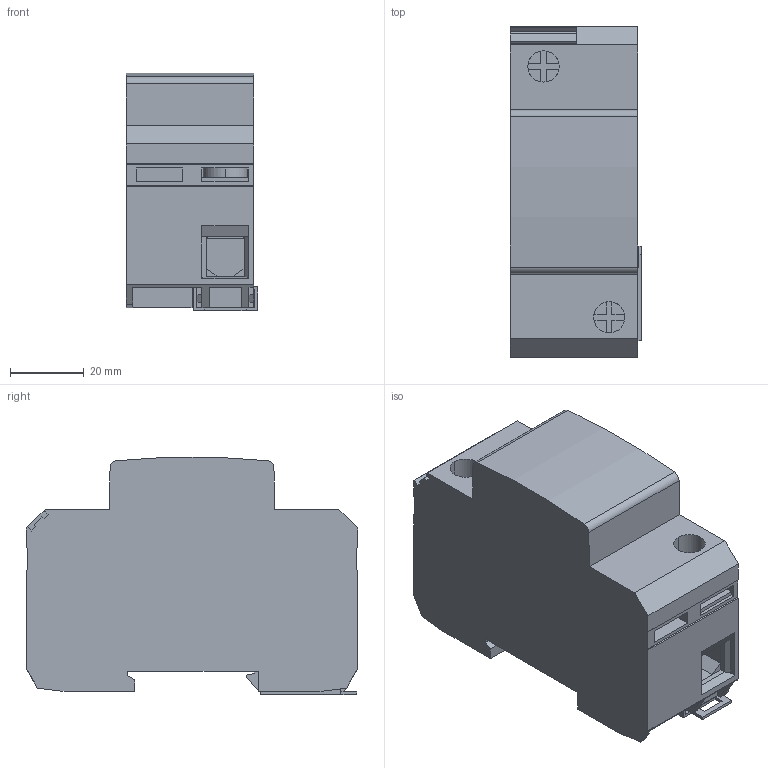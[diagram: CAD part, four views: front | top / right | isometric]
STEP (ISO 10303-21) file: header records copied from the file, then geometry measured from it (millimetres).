
FILE_DESCRIPTION(('Creo Elements/Direct Modeling STEP Export'),'2;1');
FILE_NAME('model.stp','2020-07-20T 8:47:27',(''),(''),'Creo Elements/Direct Modeling STEP processor for AP214 (Solid Model)','Creo Elements/Direct Modeling 20.1A 29-Sep-2018 (C) Parametric Technology GmbH','');
FILE_SCHEMA(('AUTOMOTIVE_DESIGN { 1 0 10303 214 1 1 1 1 }'));
Length unit declared in the file: millimetre
Products named in the file (2): FLT_100_260-select
Assembly tree (1 placements, depth 2):
  FLT_100_260-select
    FLT_100_260-select
Bounding box: 35.6 x 89.8 x 64.38 mm (x, y, z)
Volume: 152945.9 mm3; surface area: 26373.5 mm2
Topology: 1 solids, 1 shells, 211 faces, 598 edges, 394 vertices
Faces by surface type: plane 199, cylinder 12
Entity records: 8288 total; most frequent: ORIENTED_EDGE 1196, CARTESIAN_POINT 1166, DIRECTION 996, EDGE_CURVE 598, VECTOR 548, LINE 548, VERTEX_POINT 394, EDGE_LOOP 226
